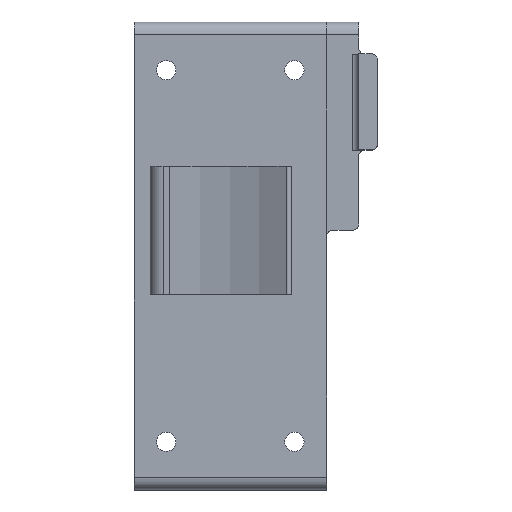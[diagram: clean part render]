
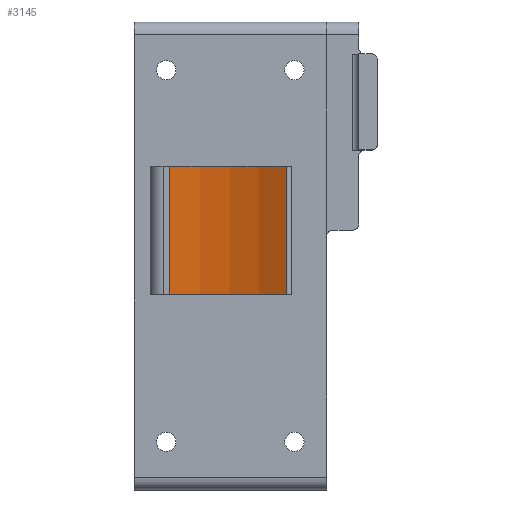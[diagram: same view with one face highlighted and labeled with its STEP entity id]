
A CAD part, top view. The second image highlights one B-rep face of the part: STEP entity #3145.
In plain terms, the highlighted cylindrical face has radius 29.868 mm (diameter 59.736 mm), a partial arc.
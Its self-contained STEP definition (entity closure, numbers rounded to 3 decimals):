
#1237 = PLANE('',#1238);
#1238 = AXIS2_PLACEMENT_3D('',#1239,#1240,#1241);
#1239 = CARTESIAN_POINT('',(1.24,-10.,158.369));
#1240 = DIRECTION('',(0.,1.,0.));
#1241 = DIRECTION('',(0.,0.,1.));
#1347 = PLANE('',#1348);
#1348 = AXIS2_PLACEMENT_3D('',#1349,#1350,#1351);
#1349 = CARTESIAN_POINT('',(1.24,10.,158.369));
#1350 = DIRECTION('',(0.,1.,0.));
#1351 = DIRECTION('',(0.,0.,1.));
#2209 = CYLINDRICAL_SURFACE('',#2210,0.5);
#2210 = AXIS2_PLACEMENT_3D('',#2211,#2212,#2213);
#2211 = CARTESIAN_POINT('',(9.,-10.,162.248));
#2212 = DIRECTION('',(0.,1.,0.));
#2213 = DIRECTION('',(1.,0.,0.));
#2227 = VERTEX_POINT('',#2228);
#2228 = CARTESIAN_POINT('',(-9.5,-10.,157.7));
#2249 = EDGE_CURVE('',#2227,#2250,#2252,.T.);
#2250 = VERTEX_POINT('',#2251);
#2251 = CARTESIAN_POINT('',(8.723,-10.,162.664));
#2252 = SURFACE_CURVE('',#2253,(#2258,#2269),.PCURVE_S1.);
#2253 = CIRCLE('',#2254,29.868);
#2254 = AXIS2_PLACEMENT_3D('',#2255,#2256,#2257);
#2255 = CARTESIAN_POINT('',(-7.836,-10.,187.521));
#2256 = DIRECTION('',(0.,-1.,0.));
#2257 = DIRECTION('',(1.,0.,0.));
#2258 = PCURVE('',#1237,#2259);
#2259 = DEFINITIONAL_REPRESENTATION('',(#2260),#2268);
#2260 = ( BOUNDED_CURVE() B_SPLINE_CURVE(2,(#2261,#2262,#2263,#2264,
#2265,#2266,#2267),.UNSPECIFIED.,.T.,.F.) B_SPLINE_CURVE_WITH_KNOTS((1,2
    ,2,2,2,1),(-2.094,0.,2.094,4.189,
6.283,8.378),.UNSPECIFIED.) CURVE() 
GEOMETRIC_REPRESENTATION_ITEM() RATIONAL_B_SPLINE_CURVE((1.,0.5,1.,0.5,
1.,0.5,1.)) REPRESENTATION_ITEM('') );
#2261 = CARTESIAN_POINT('',(29.153,20.791));
#2262 = CARTESIAN_POINT('',(80.885,20.791));
#2263 = CARTESIAN_POINT('',(55.019,-24.011));
#2264 = CARTESIAN_POINT('',(29.153,-68.813));
#2265 = CARTESIAN_POINT('',(3.286,-24.011));
#2266 = CARTESIAN_POINT('',(-22.58,20.791));
#2267 = CARTESIAN_POINT('',(29.153,20.791));
#2268 = ( GEOMETRIC_REPRESENTATION_CONTEXT(2) 
PARAMETRIC_REPRESENTATION_CONTEXT() REPRESENTATION_CONTEXT('2D SPACE',''
  ) );
#2269 = PCURVE('',#2270,#2275);
#2270 = CYLINDRICAL_SURFACE('',#2271,29.868);
#2271 = AXIS2_PLACEMENT_3D('',#2272,#2273,#2274);
#2272 = CARTESIAN_POINT('',(-7.836,-10.,187.521));
#2273 = DIRECTION('',(0.,-1.,0.));
#2274 = DIRECTION('',(1.,0.,0.));
#2275 = DEFINITIONAL_REPRESENTATION('',(#2276),#2280);
#2276 = LINE('',#2277,#2278);
#2277 = CARTESIAN_POINT('',(0.,0.));
#2278 = VECTOR('',#2279,1.);
#2279 = DIRECTION('',(1.,0.));
#2280 = ( GEOMETRIC_REPRESENTATION_CONTEXT(2) 
PARAMETRIC_REPRESENTATION_CONTEXT() REPRESENTATION_CONTEXT('2D SPACE',''
  ) );
#2314 = VERTEX_POINT('',#2315);
#2315 = CARTESIAN_POINT('',(-9.5,10.,157.7));
#2336 = EDGE_CURVE('',#2314,#2337,#2339,.T.);
#2337 = VERTEX_POINT('',#2338);
#2338 = CARTESIAN_POINT('',(8.723,10.,162.664));
#2339 = SURFACE_CURVE('',#2340,(#2345,#2356),.PCURVE_S1.);
#2340 = CIRCLE('',#2341,29.868);
#2341 = AXIS2_PLACEMENT_3D('',#2342,#2343,#2344);
#2342 = CARTESIAN_POINT('',(-7.836,10.,187.521));
#2343 = DIRECTION('',(0.,-1.,0.));
#2344 = DIRECTION('',(1.,0.,0.));
#2345 = PCURVE('',#1347,#2346);
#2346 = DEFINITIONAL_REPRESENTATION('',(#2347),#2355);
#2347 = ( BOUNDED_CURVE() B_SPLINE_CURVE(2,(#2348,#2349,#2350,#2351,
#2352,#2353,#2354),.UNSPECIFIED.,.T.,.F.) B_SPLINE_CURVE_WITH_KNOTS((1,2
    ,2,2,2,1),(-2.094,0.,2.094,4.189,
6.283,8.378),.UNSPECIFIED.) CURVE() 
GEOMETRIC_REPRESENTATION_ITEM() RATIONAL_B_SPLINE_CURVE((1.,0.5,1.,0.5,
1.,0.5,1.)) REPRESENTATION_ITEM('') );
#2348 = CARTESIAN_POINT('',(29.153,20.791));
#2349 = CARTESIAN_POINT('',(80.885,20.791));
#2350 = CARTESIAN_POINT('',(55.019,-24.011));
#2351 = CARTESIAN_POINT('',(29.153,-68.813));
#2352 = CARTESIAN_POINT('',(3.286,-24.011));
#2353 = CARTESIAN_POINT('',(-22.58,20.791));
#2354 = CARTESIAN_POINT('',(29.153,20.791));
#2355 = ( GEOMETRIC_REPRESENTATION_CONTEXT(2) 
PARAMETRIC_REPRESENTATION_CONTEXT() REPRESENTATION_CONTEXT('2D SPACE',''
  ) );
#2356 = PCURVE('',#2270,#2357);
#2357 = DEFINITIONAL_REPRESENTATION('',(#2358),#2362);
#2358 = LINE('',#2359,#2360);
#2359 = CARTESIAN_POINT('',(0.,-20.));
#2360 = VECTOR('',#2361,1.);
#2361 = DIRECTION('',(1.,0.));
#2362 = ( GEOMETRIC_REPRESENTATION_CONTEXT(2) 
PARAMETRIC_REPRESENTATION_CONTEXT() REPRESENTATION_CONTEXT('2D SPACE',''
  ) );
#2437 = PLANE('',#2438);
#2438 = AXIS2_PLACEMENT_3D('',#2439,#2440,#2441);
#2439 = CARTESIAN_POINT('',(-9.5,-10.,156.7));
#2440 = DIRECTION('',(1.,0.,0.));
#2441 = DIRECTION('',(0.,0.,1.));
#3123 = EDGE_CURVE('',#2250,#2337,#3124,.T.);
#3124 = SURFACE_CURVE('',#3125,(#3129,#3136),.PCURVE_S1.);
#3125 = LINE('',#3126,#3127);
#3126 = CARTESIAN_POINT('',(8.723,-10.,162.664));
#3127 = VECTOR('',#3128,1.);
#3128 = DIRECTION('',(0.,1.,0.));
#3129 = PCURVE('',#2209,#3130);
#3130 = DEFINITIONAL_REPRESENTATION('',(#3131),#3135);
#3131 = LINE('',#3132,#3133);
#3132 = CARTESIAN_POINT('',(-2.158,0.));
#3133 = VECTOR('',#3134,1.);
#3134 = DIRECTION('',(-0.,1.));
#3135 = ( GEOMETRIC_REPRESENTATION_CONTEXT(2) 
PARAMETRIC_REPRESENTATION_CONTEXT() REPRESENTATION_CONTEXT('2D SPACE',''
  ) );
#3136 = PCURVE('',#2270,#3137);
#3137 = DEFINITIONAL_REPRESENTATION('',(#3138),#3142);
#3138 = LINE('',#3139,#3140);
#3139 = CARTESIAN_POINT('',(5.3,0.));
#3140 = VECTOR('',#3141,1.);
#3141 = DIRECTION('',(-0.,-1.));
#3142 = ( GEOMETRIC_REPRESENTATION_CONTEXT(2) 
PARAMETRIC_REPRESENTATION_CONTEXT() REPRESENTATION_CONTEXT('2D SPACE',''
  ) );
#3145 = ADVANCED_FACE('',(#3146),#2270,.F.);
#3146 = FACE_BOUND('',#3147,.F.);
#3147 = EDGE_LOOP('',(#3148,#3149,#3170,#3171));
#3148 = ORIENTED_EDGE('',*,*,#2249,.F.);
#3149 = ORIENTED_EDGE('',*,*,#3150,.T.);
#3150 = EDGE_CURVE('',#2227,#2314,#3151,.T.);
#3151 = SURFACE_CURVE('',#3152,(#3156,#3163),.PCURVE_S1.);
#3152 = LINE('',#3153,#3154);
#3153 = CARTESIAN_POINT('',(-9.5,-10.,157.7));
#3154 = VECTOR('',#3155,1.);
#3155 = DIRECTION('',(0.,1.,0.));
#3156 = PCURVE('',#2270,#3157);
#3157 = DEFINITIONAL_REPRESENTATION('',(#3158),#3162);
#3158 = LINE('',#3159,#3160);
#3159 = CARTESIAN_POINT('',(4.657,0.));
#3160 = VECTOR('',#3161,1.);
#3161 = DIRECTION('',(0.,-1.));
#3162 = ( GEOMETRIC_REPRESENTATION_CONTEXT(2) 
PARAMETRIC_REPRESENTATION_CONTEXT() REPRESENTATION_CONTEXT('2D SPACE',''
  ) );
#3163 = PCURVE('',#2437,#3164);
#3164 = DEFINITIONAL_REPRESENTATION('',(#3165),#3169);
#3165 = LINE('',#3166,#3167);
#3166 = CARTESIAN_POINT('',(1.,0.));
#3167 = VECTOR('',#3168,1.);
#3168 = DIRECTION('',(0.,-1.));
#3169 = ( GEOMETRIC_REPRESENTATION_CONTEXT(2) 
PARAMETRIC_REPRESENTATION_CONTEXT() REPRESENTATION_CONTEXT('2D SPACE',''
  ) );
#3170 = ORIENTED_EDGE('',*,*,#2336,.T.);
#3171 = ORIENTED_EDGE('',*,*,#3123,.F.);
